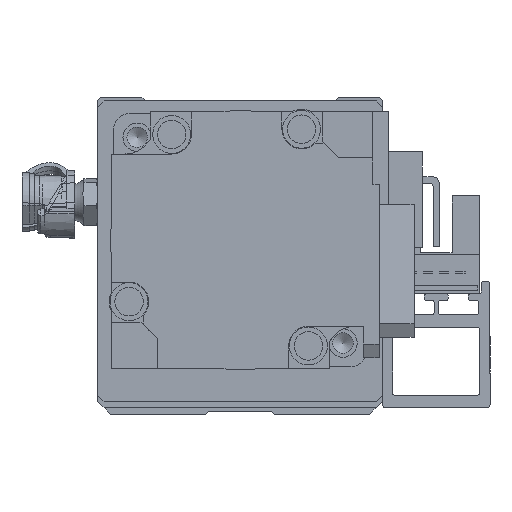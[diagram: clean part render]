
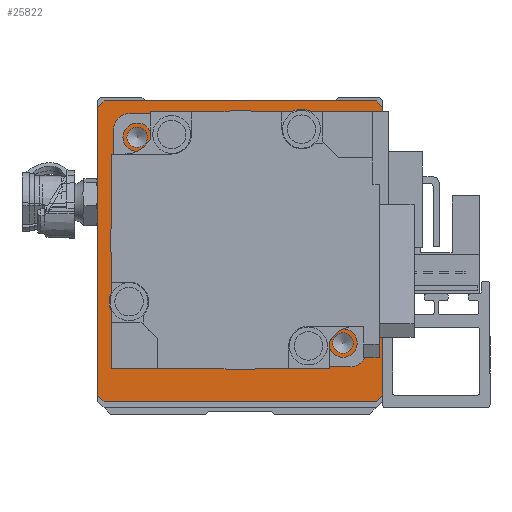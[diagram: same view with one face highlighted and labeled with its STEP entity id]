
A CAD part, front view. The second image highlights one B-rep face of the part: STEP entity #25822.
In plain terms, the highlighted planar face has unit normal (0, -1, 0).
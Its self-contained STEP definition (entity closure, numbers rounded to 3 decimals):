
#652=FACE_BOUND('',#4246,.T.);
#653=FACE_BOUND('',#4247,.T.);
#654=FACE_BOUND('',#4248,.T.);
#655=FACE_BOUND('',#4249,.T.);
#656=FACE_BOUND('',#4250,.T.);
#657=FACE_BOUND('',#4251,.T.);
#658=FACE_BOUND('',#4252,.T.);
#659=FACE_BOUND('',#4253,.T.);
#660=FACE_BOUND('',#4254,.T.);
#1277=PLANE('',#27974);
#2645=FACE_OUTER_BOUND('',#4245,.T.);
#4245=EDGE_LOOP('',(#19177,#19178,#19179,#19180,#19181,#19182,#19183,#19184));
#4246=EDGE_LOOP('',(#19185));
#4247=EDGE_LOOP('',(#19186));
#4248=EDGE_LOOP('',(#19187));
#4249=EDGE_LOOP('',(#19188));
#4250=EDGE_LOOP('',(#19189));
#4251=EDGE_LOOP('',(#19190));
#4252=EDGE_LOOP('',(#19191));
#4253=EDGE_LOOP('',(#19192));
#4254=EDGE_LOOP('',(#19193));
#6115=LINE('',#39991,#8223);
#6124=LINE('',#40044,#8232);
#6126=LINE('',#40048,#8234);
#6153=LINE('',#40148,#8261);
#6155=LINE('',#40151,#8263);
#6157=LINE('',#40155,#8265);
#6159=LINE('',#40159,#8267);
#6160=LINE('',#40161,#8268);
#8223=VECTOR('',#31842,10.);
#8232=VECTOR('',#31873,10.);
#8234=VECTOR('',#31877,10.);
#8261=VECTOR('',#31994,10.);
#8263=VECTOR('',#31998,10.);
#8265=VECTOR('',#32002,10.);
#8267=VECTOR('',#32006,10.);
#8268=VECTOR('',#32009,10.);
#10141=CIRCLE('',#27934,1.621);
#10143=CIRCLE('',#27938,1.621);
#10145=CIRCLE('',#27942,1.621);
#10147=CIRCLE('',#27946,1.621);
#10150=CIRCLE('',#27954,3.);
#10151=CIRCLE('',#27957,3.);
#10152=CIRCLE('',#27960,3.);
#10153=CIRCLE('',#27963,3.);
#10154=CIRCLE('',#27966,15.);
#11811=VERTEX_POINT('',#39988);
#11812=VERTEX_POINT('',#39990);
#11819=VERTEX_POINT('',#40042);
#11820=VERTEX_POINT('',#40046);
#11827=VERTEX_POINT('',#40069);
#11830=VERTEX_POINT('',#40078);
#11833=VERTEX_POINT('',#40087);
#11836=VERTEX_POINT('',#40096);
#11841=VERTEX_POINT('',#40114);
#11842=VERTEX_POINT('',#40120);
#11843=VERTEX_POINT('',#40126);
#11844=VERTEX_POINT('',#40132);
#11845=VERTEX_POINT('',#40138);
#11847=VERTEX_POINT('',#40145);
#11848=VERTEX_POINT('',#40147);
#11849=VERTEX_POINT('',#40153);
#11850=VERTEX_POINT('',#40157);
#14535=EDGE_CURVE('',#11811,#11812,#6115,.T.);
#14550=EDGE_CURVE('',#11819,#11811,#6124,.T.);
#14552=EDGE_CURVE('',#11820,#11819,#6126,.T.);
#14561=EDGE_CURVE('',#11827,#11827,#10141,.T.);
#14565=EDGE_CURVE('',#11830,#11830,#10143,.T.);
#14569=EDGE_CURVE('',#11833,#11833,#10145,.T.);
#14573=EDGE_CURVE('',#11836,#11836,#10147,.T.);
#14581=EDGE_CURVE('',#11841,#11841,#10150,.T.);
#14584=EDGE_CURVE('',#11842,#11842,#10151,.T.);
#14587=EDGE_CURVE('',#11843,#11843,#10152,.T.);
#14590=EDGE_CURVE('',#11844,#11844,#10153,.T.);
#14593=EDGE_CURVE('',#11845,#11845,#10154,.T.);
#14597=EDGE_CURVE('',#11847,#11848,#6153,.T.);
#14599=EDGE_CURVE('',#11812,#11847,#6155,.T.);
#14601=EDGE_CURVE('',#11849,#11820,#6157,.T.);
#14603=EDGE_CURVE('',#11850,#11849,#6159,.T.);
#14604=EDGE_CURVE('',#11848,#11850,#6160,.T.);
#19177=ORIENTED_EDGE('',*,*,#14604,.F.);
#19178=ORIENTED_EDGE('',*,*,#14597,.F.);
#19179=ORIENTED_EDGE('',*,*,#14599,.F.);
#19180=ORIENTED_EDGE('',*,*,#14535,.F.);
#19181=ORIENTED_EDGE('',*,*,#14550,.F.);
#19182=ORIENTED_EDGE('',*,*,#14552,.F.);
#19183=ORIENTED_EDGE('',*,*,#14601,.F.);
#19184=ORIENTED_EDGE('',*,*,#14603,.F.);
#19185=ORIENTED_EDGE('',*,*,#14561,.T.);
#19186=ORIENTED_EDGE('',*,*,#14565,.T.);
#19187=ORIENTED_EDGE('',*,*,#14569,.T.);
#19188=ORIENTED_EDGE('',*,*,#14573,.T.);
#19189=ORIENTED_EDGE('',*,*,#14581,.T.);
#19190=ORIENTED_EDGE('',*,*,#14584,.T.);
#19191=ORIENTED_EDGE('',*,*,#14587,.T.);
#19192=ORIENTED_EDGE('',*,*,#14590,.T.);
#19193=ORIENTED_EDGE('',*,*,#14593,.T.);
#25822=ADVANCED_FACE('',(#2645,#652,#653,#654,#655,#656,#657,#658,#659,
#660),#1277,.F.);
#27934=AXIS2_PLACEMENT_3D('',#40070,#31901,#31902);
#27938=AXIS2_PLACEMENT_3D('',#40079,#31911,#31912);
#27942=AXIS2_PLACEMENT_3D('',#40088,#31921,#31922);
#27946=AXIS2_PLACEMENT_3D('',#40097,#31931,#31932);
#27954=AXIS2_PLACEMENT_3D('',#40115,#31952,#31953);
#27957=AXIS2_PLACEMENT_3D('',#40121,#31960,#31961);
#27960=AXIS2_PLACEMENT_3D('',#40127,#31968,#31969);
#27963=AXIS2_PLACEMENT_3D('',#40133,#31976,#31977);
#27966=AXIS2_PLACEMENT_3D('',#40139,#31984,#31985);
#27974=AXIS2_PLACEMENT_3D('',#40162,#32010,#32011);
#31842=DIRECTION('',(-1.,0.,0.));
#31873=DIRECTION('',(-0.707,0.,-0.707));
#31877=DIRECTION('',(0.,0.,-1.));
#31901=DIRECTION('center_axis',(0.,1.,0.));
#31902=DIRECTION('ref_axis',(1.,0.,0.));
#31911=DIRECTION('center_axis',(0.,1.,0.));
#31912=DIRECTION('ref_axis',(1.,0.,0.));
#31921=DIRECTION('center_axis',(0.,1.,0.));
#31922=DIRECTION('ref_axis',(1.,0.,0.));
#31931=DIRECTION('center_axis',(0.,1.,0.));
#31932=DIRECTION('ref_axis',(1.,0.,0.));
#31952=DIRECTION('center_axis',(0.,1.,0.));
#31953=DIRECTION('ref_axis',(1.,0.,0.));
#31960=DIRECTION('center_axis',(0.,1.,0.));
#31961=DIRECTION('ref_axis',(1.,0.,0.));
#31968=DIRECTION('center_axis',(0.,1.,0.));
#31969=DIRECTION('ref_axis',(1.,0.,0.));
#31976=DIRECTION('center_axis',(0.,1.,0.));
#31977=DIRECTION('ref_axis',(1.,0.,0.));
#31984=DIRECTION('center_axis',(0.,1.,0.));
#31985=DIRECTION('ref_axis',(-1.,0.,0.));
#31994=DIRECTION('',(0.,0.,1.));
#31998=DIRECTION('',(-0.707,0.,0.707));
#32002=DIRECTION('',(0.707,0.,-0.707));
#32006=DIRECTION('',(1.,0.,0.));
#32009=DIRECTION('',(0.707,0.,0.707));
#32010=DIRECTION('center_axis',(0.,1.,0.));
#32011=DIRECTION('ref_axis',(0.,0.,1.));
#39988=CARTESIAN_POINT('',(44.,0.,0.));
#39990=CARTESIAN_POINT('',(1.,0.,0.));
#39991=CARTESIAN_POINT('',(44.,0.,0.));
#40042=CARTESIAN_POINT('',(45.,0.,1.));
#40044=CARTESIAN_POINT('',(45.,0.,1.));
#40046=CARTESIAN_POINT('',(45.,0.,46.5));
#40048=CARTESIAN_POINT('',(45.,0.,46.5));
#40069=CARTESIAN_POINT('',(37.142,0.,9.237));
#40070=CARTESIAN_POINT('Origin',(38.763,0.,9.237));
#40078=CARTESIAN_POINT('',(4.616,0.,41.763));
#40079=CARTESIAN_POINT('Origin',(6.237,0.,41.763));
#40087=CARTESIAN_POINT('',(37.142,0.,41.763));
#40088=CARTESIAN_POINT('Origin',(38.763,0.,41.763));
#40096=CARTESIAN_POINT('',(4.616,0.,9.237));
#40097=CARTESIAN_POINT('Origin',(6.237,0.,9.237));
#40114=CARTESIAN_POINT('',(36.5,0.,17.));
#40115=CARTESIAN_POINT('Origin',(39.5,0.,17.));
#40120=CARTESIAN_POINT('',(2.5,0.,34.));
#40121=CARTESIAN_POINT('Origin',(5.5,0.,34.));
#40126=CARTESIAN_POINT('',(36.5,0.,34.));
#40127=CARTESIAN_POINT('Origin',(39.5,0.,34.));
#40132=CARTESIAN_POINT('',(2.5,0.,17.));
#40133=CARTESIAN_POINT('Origin',(5.5,0.,17.));
#40138=CARTESIAN_POINT('',(37.5,0.,25.5));
#40139=CARTESIAN_POINT('Origin',(22.5,0.,25.5));
#40145=CARTESIAN_POINT('',(0.,0.,1.));
#40147=CARTESIAN_POINT('',(0.,0.,46.5));
#40148=CARTESIAN_POINT('',(0.,0.,1.));
#40151=CARTESIAN_POINT('',(1.,0.,0.));
#40153=CARTESIAN_POINT('',(44.,0.,47.5));
#40155=CARTESIAN_POINT('',(44.,0.,47.5));
#40157=CARTESIAN_POINT('',(1.,0.,47.5));
#40159=CARTESIAN_POINT('',(1.,0.,47.5));
#40161=CARTESIAN_POINT('',(0.,0.,46.5));
#40162=CARTESIAN_POINT('Origin',(22.5,0.,23.75));
